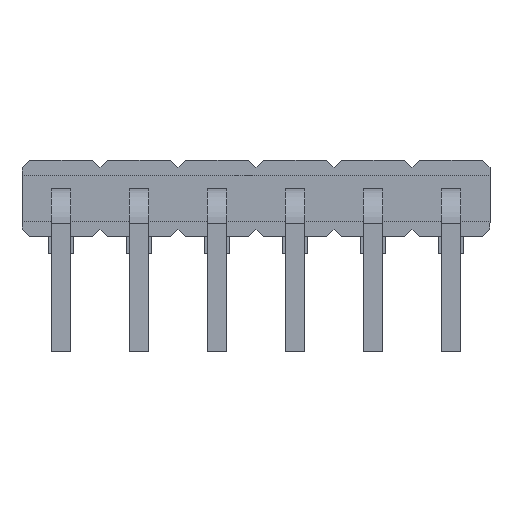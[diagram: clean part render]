
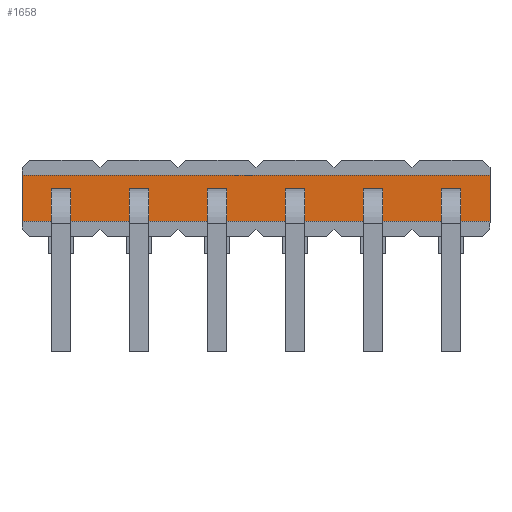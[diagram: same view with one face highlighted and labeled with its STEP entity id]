
A CAD part, front view. The second image highlights one B-rep face of the part: STEP entity #1658.
In plain terms, the highlighted free-form (B-spline) face has degree [1, 1] with [2, 2] control points.
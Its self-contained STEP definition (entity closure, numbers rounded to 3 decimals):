
#1572=CARTESIAN_POINT('',(7.62,1.6,1.05));
#1573=VERTEX_POINT('',#1572);
#1580=CARTESIAN_POINT('',(-7.62,1.6,1.05));
#1581=VERTEX_POINT('',#1580);
#1582=CARTESIAN_POINT('',(-7.62,1.6,1.05));
#1583=DIRECTION('',(1.0,0.0,0.0));
#1584=VECTOR('',#1583,15.24);
#1585=LINE('',#1582,#1584);
#1586=EDGE_CURVE('',#1581,#1573,#1585,.T.);
#1602=CARTESIAN_POINT('',(-7.62,1.6,2.55));
#1603=VERTEX_POINT('',#1602);
#1604=CARTESIAN_POINT('',(7.62,1.6,2.55));
#1605=VERTEX_POINT('',#1604);
#1606=CARTESIAN_POINT('',(-7.62,1.6,2.55));
#1607=DIRECTION('',(1.0,0.0,0.0));
#1608=VECTOR('',#1607,15.24);
#1609=LINE('',#1606,#1608);
#1610=EDGE_CURVE('',#1603,#1605,#1609,.T.);
#1637=CARTESIAN_POINT('',(7.62,1.6,2.55));
#1638=CARTESIAN_POINT('',(-7.62,1.6,2.55));
#1639=CARTESIAN_POINT('',(7.62,1.6,1.05));
#1640=CARTESIAN_POINT('',(-7.62,1.6,1.05));
#1641=B_SPLINE_SURFACE_WITH_KNOTS('',1,1,((#1637,#1639),(#1638,#1640)),.UNSPECIFIED.,.F.,.F.,.U.,(2,2),(2,2),(0.0,15.24),(0.0,1.5),.UNSPECIFIED.);
#1642=ORIENTED_EDGE('',*,*,#1586,.T.);
#1643=CARTESIAN_POINT('',(7.62,1.6,2.55));
#1644=DIRECTION('',(0.0,0.0,-1.0));
#1645=VECTOR('',#1644,1.5);
#1646=LINE('',#1643,#1645);
#1647=EDGE_CURVE('',#1605,#1573,#1646,.T.);
#1648=ORIENTED_EDGE('',*,*,#1647,.F.);
#1649=ORIENTED_EDGE('',*,*,#1610,.F.);
#1650=CARTESIAN_POINT('',(-7.62,1.6,1.05));
#1651=DIRECTION('',(0.0,0.0,1.0));
#1652=VECTOR('',#1651,1.5);
#1653=LINE('',#1650,#1652);
#1654=EDGE_CURVE('',#1581,#1603,#1653,.T.);
#1655=ORIENTED_EDGE('',*,*,#1654,.F.);
#1656=EDGE_LOOP('',(#1642,#1648,#1649,#1655));
#1657=FACE_OUTER_BOUND('',#1656,.T.);
#1658=ADVANCED_FACE('',(#1657),#1641,.T.);
